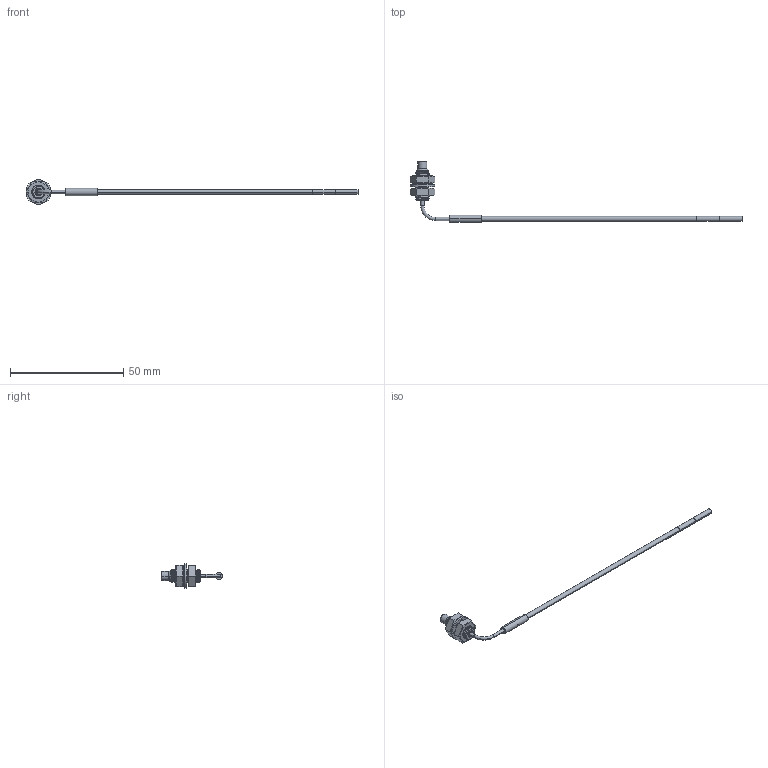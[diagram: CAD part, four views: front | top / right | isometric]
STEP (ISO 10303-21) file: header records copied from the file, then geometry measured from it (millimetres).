
FILE_DESCRIPTION((''),'2;1');
FILE_NAME('192769_ASM','2016-02-09T',('pdmadmin'),(''),'PRO/ENGINEER BY PARAMETRIC TECHNOLOGY CORPORATION, 2013230','PRO/ENGINEER BY PARAMETRIC TECHNOLOGY CORPORATION, 2013230','');
FILE_SCHEMA(('CONFIG_CONTROL_DESIGN'));
Length unit declared in the file: inch
Products named in the file (9): 51022; 35314; 28340; 39345; 30921; 15624; 30920; 76581_ASM; 192769_ASM
Assembly tree (9 placements, depth 3):
  192769_ASM
    76581_ASM
      51022
      35314
      28340
      39345
      30921  x2
      15624
      30920
Bounding box: 146.53 x 26.87 x 11 mm (x, y, z)
Volume: 1222.7 mm3; surface area: 3415 mm2
Topology: 8 solids, 11 shells, 174 faces, 428 edges, 270 vertices
Faces by surface type: cylinder 92, plane 44, cone 20, bspline 14, torus 4
Entity records: 9385 total; most frequent: CARTESIAN_POINT 5501, ORIENTED_EDGE 772, DIRECTION 766, EDGE_CURVE 390, AXIS2_PLACEMENT_3D 301, VERTEX_POINT 246, EDGE_LOOP 170, VECTOR 164
